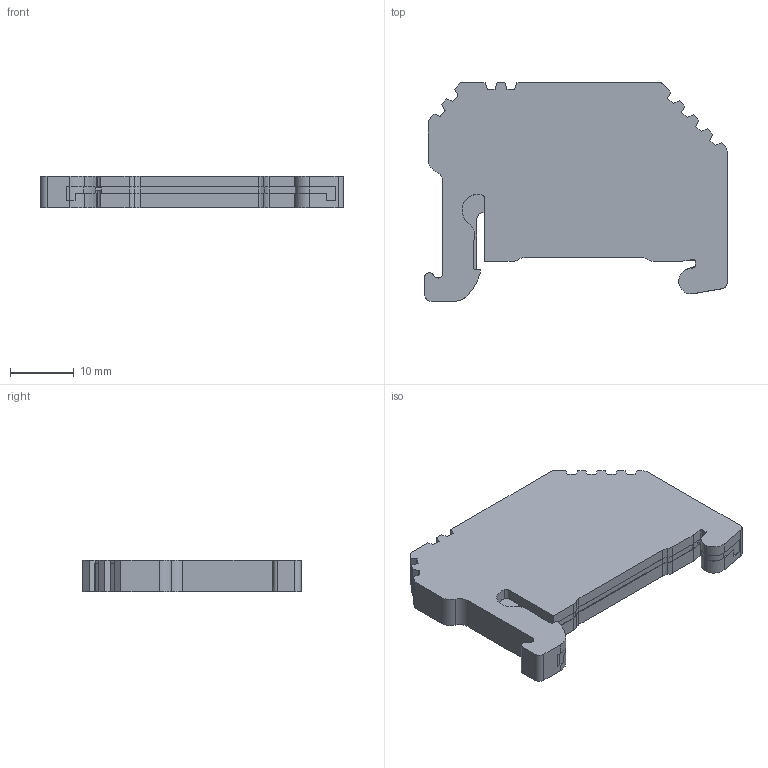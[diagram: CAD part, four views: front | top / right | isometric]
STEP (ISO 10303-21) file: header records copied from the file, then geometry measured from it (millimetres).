
FILE_DESCRIPTION (( 'STEP AP203' ), '1' );
FILE_NAME ('KN-EM8V0-25.step', '2025-04-29T14:02:43', ( '' ), ( '' ), 'SwSTEP 2.0', 'SolidWorks 2024', '' );
FILE_SCHEMA (( 'CONFIG_CONTROL_DESIGN' ));
Length unit declared in the file: millimetre
Products named in the file (1): KN-EM8V0-25
Bounding box: 47.34 x 34.16 x 5 mm (x, y, z)
Volume: 6143.1 mm3; surface area: 3548.4 mm2
Topology: 1 solids, 1 shells, 244 faces, 711 edges, 470 vertices
Faces by surface type: plane 156, cylinder 87, cone 1
Entity records: 8163 total; most frequent: CARTESIAN_POINT 1475, ORIENTED_EDGE 1422, DIRECTION 1369, EDGE_CURVE 711, VECTOR 523, LINE 523, VERTEX_POINT 470, AXIS2_PLACEMENT_3D 423
